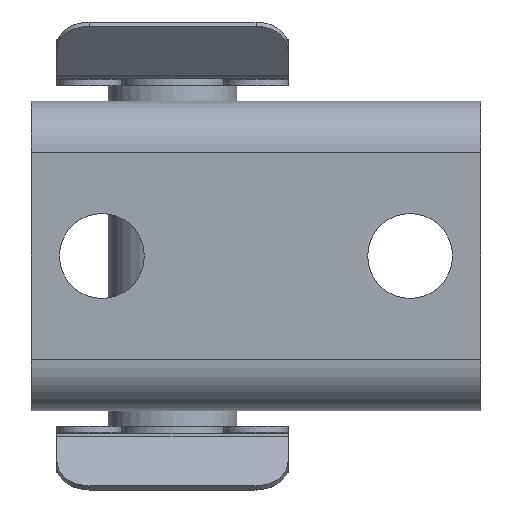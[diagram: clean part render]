
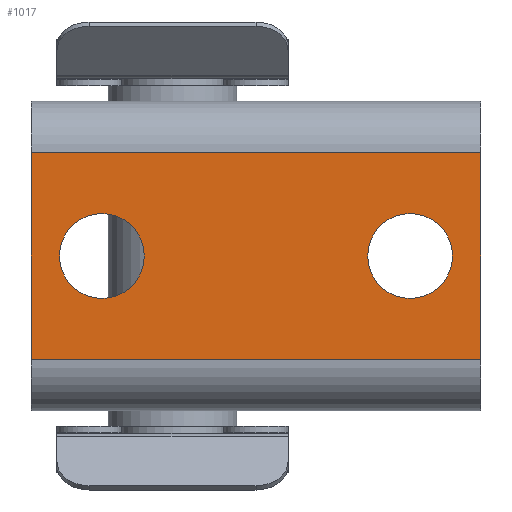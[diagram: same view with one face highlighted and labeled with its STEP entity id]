
A CAD part, front view. The second image highlights one B-rep face of the part: STEP entity #1017.
In plain terms, the highlighted planar face has unit normal (0, -1, 0).
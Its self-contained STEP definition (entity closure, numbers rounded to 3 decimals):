
#85=LINE('',#1591,#163);
#86=LINE('',#1599,#164);
#87=LINE('',#1601,#165);
#88=LINE('',#1603,#166);
#163=VECTOR('',#1257,1000.);
#164=VECTOR('',#1266,1000.);
#165=VECTOR('',#1267,1000.);
#166=VECTOR('',#1268,1000.);
#247=ORIENTED_EDGE('',*,*,#530,.F.);
#248=ORIENTED_EDGE('',*,*,#531,.F.);
#249=ORIENTED_EDGE('',*,*,#528,.T.);
#250=ORIENTED_EDGE('',*,*,#532,.T.);
#251=ORIENTED_EDGE('',*,*,#533,.F.);
#252=ORIENTED_EDGE('',*,*,#534,.F.);
#528=EDGE_CURVE('',#670,#669,#85,.T.);
#530=EDGE_CURVE('',#671,#671,#768,.F.);
#531=EDGE_CURVE('',#672,#672,#769,.F.);
#532=EDGE_CURVE('',#669,#673,#86,.T.);
#533=EDGE_CURVE('',#674,#673,#87,.T.);
#534=EDGE_CURVE('',#670,#674,#88,.T.);
#669=VERTEX_POINT('',#1590);
#670=VERTEX_POINT('',#1592);
#671=VERTEX_POINT('',#1596);
#672=VERTEX_POINT('',#1598);
#673=VERTEX_POINT('',#1600);
#674=VERTEX_POINT('',#1602);
#768=CIRCLE('',#1122,3.3);
#769=CIRCLE('',#1123,3.3);
#821=EDGE_LOOP('',(#247));
#822=EDGE_LOOP('',(#248));
#823=EDGE_LOOP('',(#249,#250,#251,#252));
#905=FACE_BOUND('',#821,.T.);
#906=FACE_BOUND('',#822,.T.);
#907=FACE_BOUND('',#823,.T.);
#987=PLANE('',#1121);
#1017=ADVANCED_FACE('',(#905,#906,#907),#987,.F.);
#1121=AXIS2_PLACEMENT_3D('',#1594,#1260,#1261);
#1122=AXIS2_PLACEMENT_3D('',#1595,#1262,#1263);
#1123=AXIS2_PLACEMENT_3D('',#1597,#1264,#1265);
#1257=DIRECTION('',(-1.,0.,0.));
#1260=DIRECTION('',(0.,1.,0.));
#1261=DIRECTION('',(0.,0.,1.));
#1262=DIRECTION('',(0.,1.,0.));
#1263=DIRECTION('',(0.,0.,1.));
#1264=DIRECTION('',(0.,1.,0.));
#1265=DIRECTION('',(0.,0.,1.));
#1266=DIRECTION('',(0.,0.,-1.));
#1267=DIRECTION('',(-1.,0.,0.));
#1268=DIRECTION('',(0.,0.,-1.));
#1590=CARTESIAN_POINT('',(0.,0.,8.05));
#1591=CARTESIAN_POINT('',(35.,0.,8.05));
#1592=CARTESIAN_POINT('',(35.,0.,8.05));
#1594=CARTESIAN_POINT('',(35.,0.,8.05));
#1595=CARTESIAN_POINT('',(29.5,0.,0.));
#1596=CARTESIAN_POINT('',(29.5,0.,3.3));
#1597=CARTESIAN_POINT('',(5.5,0.,0.));
#1598=CARTESIAN_POINT('',(5.5,0.,3.3));
#1599=CARTESIAN_POINT('',(0.,0.,35.));
#1600=CARTESIAN_POINT('',(0.,0.,-8.05));
#1601=CARTESIAN_POINT('',(35.,0.,-8.05));
#1602=CARTESIAN_POINT('',(35.,0.,-8.05));
#1603=CARTESIAN_POINT('',(35.,0.,8.05));
